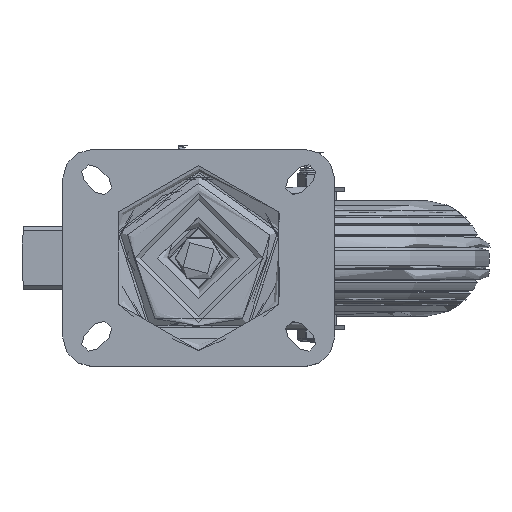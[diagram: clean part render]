
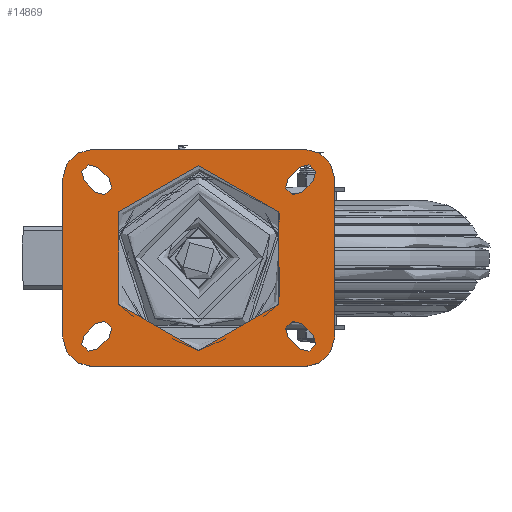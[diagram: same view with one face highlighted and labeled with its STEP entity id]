
A CAD part, top view. The second image highlights one B-rep face of the part: STEP entity #14869.
In plain terms, the highlighted planar face has unit normal (0, 0, 1).
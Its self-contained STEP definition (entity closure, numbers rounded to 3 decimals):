
#1135=FACE_BOUND('',#2720,.T.);
#1136=FACE_BOUND('',#2721,.T.);
#1137=FACE_BOUND('',#2722,.T.);
#1138=FACE_BOUND('',#2723,.T.);
#1139=FACE_BOUND('',#2724,.T.);
#1280=PLANE('',#16268);
#1774=FACE_OUTER_BOUND('',#2719,.T.);
#2719=EDGE_LOOP('',(#10206,#10207,#10208,#10209,#10210,#10211,#10212,#10213));
#2720=EDGE_LOOP('',(#10214));
#2721=EDGE_LOOP('',(#10215,#10216,#10217,#10218));
#2722=EDGE_LOOP('',(#10219,#10220,#10221,#10222));
#2723=EDGE_LOOP('',(#10223,#10224,#10225,#10226));
#2724=EDGE_LOOP('',(#10227,#10228,#10229,#10230));
#3774=LINE('',#23229,#4662);
#3775=LINE('',#23233,#4663);
#3776=LINE('',#23237,#4664);
#3777=LINE('',#23240,#4665);
#3778=LINE('',#23245,#4666);
#3779=LINE('',#23248,#4667);
#3780=LINE('',#23251,#4668);
#3781=LINE('',#23255,#4669);
#3782=LINE('',#23259,#4670);
#3783=LINE('',#23263,#4671);
#3784=LINE('',#23269,#4672);
#3785=LINE('',#23272,#4673);
#4662=VECTOR('',#18398,1000.);
#4663=VECTOR('',#18401,1000.);
#4664=VECTOR('',#18404,1000.);
#4665=VECTOR('',#18407,1000.);
#4666=VECTOR('',#18410,1000.);
#4667=VECTOR('',#18413,1000.);
#4668=VECTOR('',#18414,1000.);
#4669=VECTOR('',#18417,1000.);
#4670=VECTOR('',#18420,1000.);
#4671=VECTOR('',#18423,1000.);
#4672=VECTOR('',#18428,1000.);
#4673=VECTOR('',#18431,1000.);
#5534=CIRCLE('',#16172,67.994);
#5598=CIRCLE('',#16269,22.);
#5599=CIRCLE('',#16270,22.);
#5600=CIRCLE('',#16271,22.);
#5601=CIRCLE('',#16272,22.);
#5602=CIRCLE('',#16273,7.05);
#5603=CIRCLE('',#16274,7.05);
#5604=CIRCLE('',#16275,7.05);
#5605=CIRCLE('',#16276,7.05);
#5606=CIRCLE('',#16277,7.05);
#5607=CIRCLE('',#16278,7.05);
#5608=CIRCLE('',#16279,7.05);
#5609=CIRCLE('',#16280,7.05);
#6443=VERTEX_POINT('',#23039);
#6508=VERTEX_POINT('',#23225);
#6509=VERTEX_POINT('',#23226);
#6510=VERTEX_POINT('',#23228);
#6511=VERTEX_POINT('',#23230);
#6512=VERTEX_POINT('',#23232);
#6513=VERTEX_POINT('',#23234);
#6514=VERTEX_POINT('',#23236);
#6515=VERTEX_POINT('',#23238);
#6516=VERTEX_POINT('',#23241);
#6517=VERTEX_POINT('',#23242);
#6518=VERTEX_POINT('',#23244);
#6519=VERTEX_POINT('',#23246);
#6520=VERTEX_POINT('',#23249);
#6521=VERTEX_POINT('',#23250);
#6522=VERTEX_POINT('',#23252);
#6523=VERTEX_POINT('',#23254);
#6524=VERTEX_POINT('',#23257);
#6525=VERTEX_POINT('',#23258);
#6526=VERTEX_POINT('',#23260);
#6527=VERTEX_POINT('',#23262);
#6528=VERTEX_POINT('',#23265);
#6529=VERTEX_POINT('',#23266);
#6530=VERTEX_POINT('',#23268);
#6531=VERTEX_POINT('',#23270);
#7838=EDGE_CURVE('',#6443,#6443,#5534,.T.);
#7925=EDGE_CURVE('',#6508,#6509,#5598,.T.);
#7926=EDGE_CURVE('',#6510,#6508,#3774,.T.);
#7927=EDGE_CURVE('',#6511,#6510,#5599,.T.);
#7928=EDGE_CURVE('',#6512,#6511,#3775,.T.);
#7929=EDGE_CURVE('',#6513,#6512,#5600,.T.);
#7930=EDGE_CURVE('',#6514,#6513,#3776,.T.);
#7931=EDGE_CURVE('',#6514,#6515,#5601,.T.);
#7932=EDGE_CURVE('',#6509,#6515,#3777,.T.);
#7933=EDGE_CURVE('',#6516,#6517,#5602,.T.);
#7934=EDGE_CURVE('',#6517,#6518,#3778,.T.);
#7935=EDGE_CURVE('',#6518,#6519,#5603,.T.);
#7936=EDGE_CURVE('',#6519,#6516,#3779,.T.);
#7937=EDGE_CURVE('',#6520,#6521,#3780,.T.);
#7938=EDGE_CURVE('',#6521,#6522,#5604,.T.);
#7939=EDGE_CURVE('',#6522,#6523,#3781,.T.);
#7940=EDGE_CURVE('',#6523,#6520,#5605,.T.);
#7941=EDGE_CURVE('',#6524,#6525,#3782,.T.);
#7942=EDGE_CURVE('',#6525,#6526,#5606,.T.);
#7943=EDGE_CURVE('',#6526,#6527,#3783,.T.);
#7944=EDGE_CURVE('',#6527,#6524,#5607,.T.);
#7945=EDGE_CURVE('',#6528,#6529,#5608,.T.);
#7946=EDGE_CURVE('',#6529,#6530,#3784,.T.);
#7947=EDGE_CURVE('',#6530,#6531,#5609,.T.);
#7948=EDGE_CURVE('',#6531,#6528,#3785,.T.);
#10206=ORIENTED_EDGE('',*,*,#7925,.F.);
#10207=ORIENTED_EDGE('',*,*,#7926,.F.);
#10208=ORIENTED_EDGE('',*,*,#7927,.F.);
#10209=ORIENTED_EDGE('',*,*,#7928,.F.);
#10210=ORIENTED_EDGE('',*,*,#7929,.F.);
#10211=ORIENTED_EDGE('',*,*,#7930,.F.);
#10212=ORIENTED_EDGE('',*,*,#7931,.T.);
#10213=ORIENTED_EDGE('',*,*,#7932,.F.);
#10214=ORIENTED_EDGE('',*,*,#7838,.F.);
#10215=ORIENTED_EDGE('',*,*,#7933,.T.);
#10216=ORIENTED_EDGE('',*,*,#7934,.T.);
#10217=ORIENTED_EDGE('',*,*,#7935,.T.);
#10218=ORIENTED_EDGE('',*,*,#7936,.T.);
#10219=ORIENTED_EDGE('',*,*,#7937,.T.);
#10220=ORIENTED_EDGE('',*,*,#7938,.T.);
#10221=ORIENTED_EDGE('',*,*,#7939,.T.);
#10222=ORIENTED_EDGE('',*,*,#7940,.T.);
#10223=ORIENTED_EDGE('',*,*,#7941,.T.);
#10224=ORIENTED_EDGE('',*,*,#7942,.T.);
#10225=ORIENTED_EDGE('',*,*,#7943,.T.);
#10226=ORIENTED_EDGE('',*,*,#7944,.T.);
#10227=ORIENTED_EDGE('',*,*,#7945,.T.);
#10228=ORIENTED_EDGE('',*,*,#7946,.T.);
#10229=ORIENTED_EDGE('',*,*,#7947,.T.);
#10230=ORIENTED_EDGE('',*,*,#7948,.T.);
#14869=ADVANCED_FACE('',(#1774,#1135,#1136,#1137,#1138,#1139),#1280,.T.);
#16172=AXIS2_PLACEMENT_3D('',#23041,#18179,#18180);
#16268=AXIS2_PLACEMENT_3D('',#23224,#18394,#18395);
#16269=AXIS2_PLACEMENT_3D('',#23227,#18396,#18397);
#16270=AXIS2_PLACEMENT_3D('',#23231,#18399,#18400);
#16271=AXIS2_PLACEMENT_3D('',#23235,#18402,#18403);
#16272=AXIS2_PLACEMENT_3D('',#23239,#18405,#18406);
#16273=AXIS2_PLACEMENT_3D('',#23243,#18408,#18409);
#16274=AXIS2_PLACEMENT_3D('',#23247,#18411,#18412);
#16275=AXIS2_PLACEMENT_3D('',#23253,#18415,#18416);
#16276=AXIS2_PLACEMENT_3D('',#23256,#18418,#18419);
#16277=AXIS2_PLACEMENT_3D('',#23261,#18421,#18422);
#16278=AXIS2_PLACEMENT_3D('',#23264,#18424,#18425);
#16279=AXIS2_PLACEMENT_3D('',#23267,#18426,#18427);
#16280=AXIS2_PLACEMENT_3D('',#23271,#18429,#18430);
#18179=DIRECTION('center_axis',(0.,0.,
1.));
#18180=DIRECTION('ref_axis',(0.,-1.,0.));
#18394=DIRECTION('center_axis',(0.,0.,1.));
#18395=DIRECTION('ref_axis',(1.,0.,0.));
#18396=DIRECTION('center_axis',(0.,0.,-1.));
#18397=DIRECTION('ref_axis',(0.,-1.,0.));
#18398=DIRECTION('',(-1.,0.,0.));
#18399=DIRECTION('center_axis',(0.,0.,-1.));
#18400=DIRECTION('ref_axis',(1.,0.,0.));
#18401=DIRECTION('',(0.,-1.,0.));
#18402=DIRECTION('center_axis',(0.,0.,-1.));
#18403=DIRECTION('ref_axis',(0.,1.,0.));
#18404=DIRECTION('',(1.,0.,0.));
#18405=DIRECTION('center_axis',(0.,0.,1.));
#18406=DIRECTION('ref_axis',(0.,1.,0.));
#18407=DIRECTION('',(0.,1.,0.));
#18408=DIRECTION('center_axis',(0.,0.,-1.));
#18409=DIRECTION('ref_axis',(-0.707,-0.707,0.));
#18410=DIRECTION('',(0.707,-0.707,0.));
#18411=DIRECTION('center_axis',(0.,0.,-1.));
#18412=DIRECTION('ref_axis',(0.707,0.707,0.));
#18413=DIRECTION('',(-0.707,0.707,0.));
#18414=DIRECTION('',(0.707,0.707,0.));
#18415=DIRECTION('center_axis',(0.,0.,-1.));
#18416=DIRECTION('ref_axis',(0.707,-0.707,0.));
#18417=DIRECTION('',(-0.707,-0.707,0.));
#18418=DIRECTION('center_axis',(0.,0.,-1.));
#18419=DIRECTION('ref_axis',(-0.707,0.707,0.));
#18420=DIRECTION('',(0.707,0.707,0.));
#18421=DIRECTION('center_axis',(0.,0.,-1.));
#18422=DIRECTION('ref_axis',(0.707,-0.707,0.));
#18423=DIRECTION('',(-0.707,-0.707,0.));
#18424=DIRECTION('center_axis',(0.,0.,-1.));
#18425=DIRECTION('ref_axis',(-0.707,0.707,0.));
#18426=DIRECTION('center_axis',(0.,0.,-1.));
#18427=DIRECTION('ref_axis',(-0.707,-0.707,0.));
#18428=DIRECTION('',(0.707,-0.707,0.));
#18429=DIRECTION('center_axis',(0.,0.,-1.));
#18430=DIRECTION('ref_axis',(0.707,0.707,0.));
#18431=DIRECTION('',(-0.707,0.707,0.));
#23039=CARTESIAN_POINT('',(0.,67.994,0.));
#23041=CARTESIAN_POINT('Origin',(0.,0.,
0.));
#23224=CARTESIAN_POINT('Origin',(0.,0.,0.));
#23225=CARTESIAN_POINT('',(-78.,-80.,0.));
#23226=CARTESIAN_POINT('',(-100.,-58.,0.));
#23227=CARTESIAN_POINT('Origin',(-78.,-58.,0.));
#23228=CARTESIAN_POINT('',(78.,-80.,0.));
#23229=CARTESIAN_POINT('',(78.,-80.,0.));
#23230=CARTESIAN_POINT('',(100.,-58.,0.));
#23231=CARTESIAN_POINT('Origin',(78.,-58.,0.));
#23232=CARTESIAN_POINT('',(100.,58.,0.));
#23233=CARTESIAN_POINT('',(100.,58.,0.));
#23234=CARTESIAN_POINT('',(78.,80.,0.));
#23235=CARTESIAN_POINT('Origin',(78.,58.,0.));
#23236=CARTESIAN_POINT('',(-78.,80.,0.));
#23237=CARTESIAN_POINT('',(-78.,80.,0.));
#23238=CARTESIAN_POINT('',(-100.,58.,0.));
#23239=CARTESIAN_POINT('Origin',(-78.,58.,0.));
#23240=CARTESIAN_POINT('',(-100.,-58.,0.));
#23241=CARTESIAN_POINT('',(65.808,-58.278,0.));
#23242=CARTESIAN_POINT('',(75.778,-48.308,0.));
#23243=CARTESIAN_POINT('Origin',(70.793,-53.293,0.));
#23244=CARTESIAN_POINT('',(84.192,-56.722,0.));
#23245=CARTESIAN_POINT('',(84.192,-56.722,0.));
#23246=CARTESIAN_POINT('',(74.222,-66.692,0.));
#23247=CARTESIAN_POINT('Origin',(79.207,-61.707,0.));
#23248=CARTESIAN_POINT('',(74.222,-66.692,0.));
#23249=CARTESIAN_POINT('',(65.808,58.278,0.));
#23250=CARTESIAN_POINT('',(74.222,66.692,0.));
#23251=CARTESIAN_POINT('',(74.222,66.692,0.));
#23252=CARTESIAN_POINT('',(84.192,56.722,0.));
#23253=CARTESIAN_POINT('Origin',(79.207,61.707,0.));
#23254=CARTESIAN_POINT('',(75.778,48.308,0.));
#23255=CARTESIAN_POINT('',(84.192,56.722,0.));
#23256=CARTESIAN_POINT('Origin',(70.793,53.293,0.));
#23257=CARTESIAN_POINT('',(-84.192,-56.722,0.));
#23258=CARTESIAN_POINT('',(-75.778,-48.308,0.));
#23259=CARTESIAN_POINT('',(-84.192,-56.722,0.));
#23260=CARTESIAN_POINT('',(-65.808,-58.278,0.));
#23261=CARTESIAN_POINT('Origin',(-70.793,-53.293,0.));
#23262=CARTESIAN_POINT('',(-74.222,-66.692,0.));
#23263=CARTESIAN_POINT('',(-74.222,-66.692,0.));
#23264=CARTESIAN_POINT('Origin',(-79.207,-61.707,0.));
#23265=CARTESIAN_POINT('',(-84.192,56.722,0.));
#23266=CARTESIAN_POINT('',(-74.222,66.692,0.));
#23267=CARTESIAN_POINT('Origin',(-79.207,61.707,0.));
#23268=CARTESIAN_POINT('',(-65.808,58.278,0.));
#23269=CARTESIAN_POINT('',(-74.222,66.692,0.));
#23270=CARTESIAN_POINT('',(-75.778,48.308,0.));
#23271=CARTESIAN_POINT('Origin',(-70.793,53.293,0.));
#23272=CARTESIAN_POINT('',(-84.192,56.722,0.));
